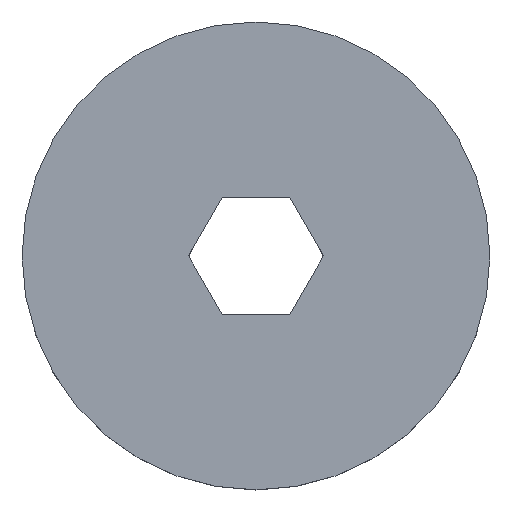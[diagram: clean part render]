
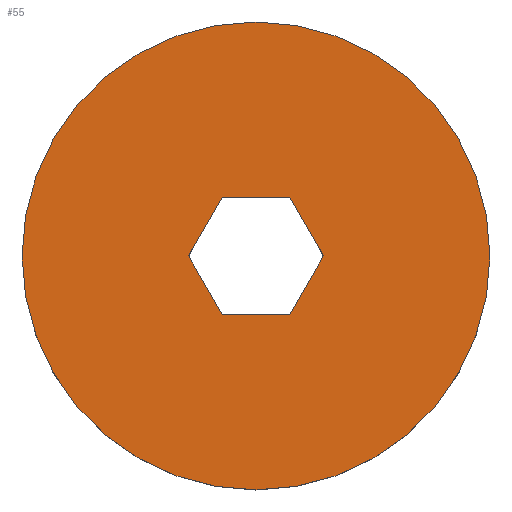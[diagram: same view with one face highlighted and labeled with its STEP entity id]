
A CAD part, top view. The second image highlights one B-rep face of the part: STEP entity #55.
In plain terms, the highlighted planar face has unit normal (0, 0, 1).
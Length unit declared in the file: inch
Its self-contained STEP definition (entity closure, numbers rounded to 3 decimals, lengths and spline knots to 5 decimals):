
#2 = CARTESIAN_POINT ( 'NONE',  ( 0.05683, -0.09843, 0.125 ) ) ;
#4 = EDGE_CURVE ( 'NONE', #157, #201, #214, .T. ) ;
#6 = ORIENTED_EDGE ( 'NONE', *, *, #207, .T. ) ;
#17 = VECTOR ( 'NONE', #220, 39.37008 ) ;
#19 = DIRECTION ( 'NONE',  ( 1., 0., 0. ) ) ;
#28 = CARTESIAN_POINT ( 'NONE',  ( 0.11365, 0., 0.125 ) ) ;
#31 = EDGE_CURVE ( 'NONE', #168, #198, #230, .T. ) ;
#32 = VECTOR ( 'NONE', #232, 39.37008 ) ;
#39 = VERTEX_POINT ( 'NONE', #233 ) ;
#43 = EDGE_CURVE ( 'NONE', #198, #39, #235, .T. ) ;
#47 = VECTOR ( 'NONE', #237, 39.37008 ) ;
#48 = CARTESIAN_POINT ( 'NONE',  ( -0.05683, -0.09843, 0.125 ) ) ;
#50 = CARTESIAN_POINT ( 'NONE',  ( 0., 0., 0.125 ) ) ;
#53 = VECTOR ( 'NONE', #96, 39.37008 ) ;
#55 = ADVANCED_FACE ( 'NONE', ( #248, #250 ), #252, .T. ) ;
#64 = CARTESIAN_POINT ( 'NONE',  ( -0.05683, 0.09843, 0.125 ) ) ;
#66 = AXIS2_PLACEMENT_3D ( 'NONE', #50, #291, #19 ) ;
#67 = DIRECTION ( 'NONE',  ( 1., 0., 0. ) ) ;
#68 = CARTESIAN_POINT ( 'NONE',  ( -0.05683, -0.09843, 0.125 ) ) ;
#85 = EDGE_LOOP ( 'NONE', ( #6 ) ) ;
#90 = CARTESIAN_POINT ( 'NONE',  ( 0.05683, 0.09843, 0.125 ) ) ;
#92 = LINE ( 'NONE', #90, #53 ) ;
#96 = DIRECTION ( 'NONE',  ( -1., 0., 0. ) ) ;
#104 = LINE ( 'NONE', #105, #193 ) ;
#105 = CARTESIAN_POINT ( 'NONE',  ( -0.11365, 0., 0.125 ) ) ;
#106 = DIRECTION ( 'NONE',  ( 0.5, -0.866, 0. ) ) ;
#107 = VERTEX_POINT ( 'NONE', #108 ) ;
#108 = CARTESIAN_POINT ( 'NONE',  ( 0.3937, 0., 0.125 ) ) ;
#123 = ORIENTED_EDGE ( 'NONE', *, *, #43, .F. ) ;
#139 = ORIENTED_EDGE ( 'NONE', *, *, #270, .F. ) ;
#157 = VERTEX_POINT ( 'NONE', #64 ) ;
#160 = ORIENTED_EDGE ( 'NONE', *, *, #31, .F. ) ;
#161 = EDGE_LOOP ( 'NONE', ( #123, #160, #183, #164, #165, #139 ) ) ;
#164 = ORIENTED_EDGE ( 'NONE', *, *, #301, .F. ) ;
#165 = ORIENTED_EDGE ( 'NONE', *, *, #4, .F. ) ;
#168 = VERTEX_POINT ( 'NONE', #2 ) ;
#183 = ORIENTED_EDGE ( 'NONE', *, *, #212, .F. ) ;
#189 = VERTEX_POINT ( 'NONE', #48 ) ;
#193 = VECTOR ( 'NONE', #106, 39.37008 ) ;
#198 = VERTEX_POINT ( 'NONE', #28 ) ;
#201 = VERTEX_POINT ( 'NONE', #264 ) ;
#207 = EDGE_CURVE ( 'NONE', #107, #107, #299, .T. ) ;
#212 = EDGE_CURVE ( 'NONE', #189, #168, #283, .T. ) ;
#214 = LINE ( 'NONE', #219, #17 ) ;
#219 = CARTESIAN_POINT ( 'NONE',  ( -0.05683, 0.09843, 0.125 ) ) ;
#220 = DIRECTION ( 'NONE',  ( -0.5, -0.866, 0. ) ) ;
#230 = LINE ( 'NONE', #231, #32 ) ;
#231 = CARTESIAN_POINT ( 'NONE',  ( 0.05683, -0.09843, 0.125 ) ) ;
#232 = DIRECTION ( 'NONE',  ( 0.5, 0.866, 0. ) ) ;
#233 = CARTESIAN_POINT ( 'NONE',  ( 0.05683, 0.09843, 0.125 ) ) ;
#235 = LINE ( 'NONE', #236, #47 ) ;
#236 = CARTESIAN_POINT ( 'NONE',  ( 0.11365, 0., 0.125 ) ) ;
#237 = DIRECTION ( 'NONE',  ( -0.5, 0.866, 0. ) ) ;
#248 = FACE_OUTER_BOUND ( 'NONE', #85, .T. ) ;
#250 = FACE_BOUND ( 'NONE', #161, .T. ) ;
#252 = PLANE ( 'NONE',  #292 ) ;
#253 = CARTESIAN_POINT ( 'NONE',  ( 0., 0., 0.125 ) ) ;
#254 = DIRECTION ( 'NONE',  ( 0., 0., 1. ) ) ;
#255 = DIRECTION ( 'NONE',  ( 1., 0., 0. ) ) ;
#264 = CARTESIAN_POINT ( 'NONE',  ( -0.11365, 0., 0.125 ) ) ;
#270 = EDGE_CURVE ( 'NONE', #39, #157, #92, .T. ) ;
#283 = LINE ( 'NONE', #68, #305 ) ;
#291 = DIRECTION ( 'NONE',  ( 0., 0., 1. ) ) ;
#292 = AXIS2_PLACEMENT_3D ( 'NONE', #253, #254, #255 ) ;
#299 = CIRCLE ( 'NONE', #66, 0.3937 ) ;
#301 = EDGE_CURVE ( 'NONE', #201, #189, #104, .T. ) ;
#305 = VECTOR ( 'NONE', #67, 39.37008 ) ;
